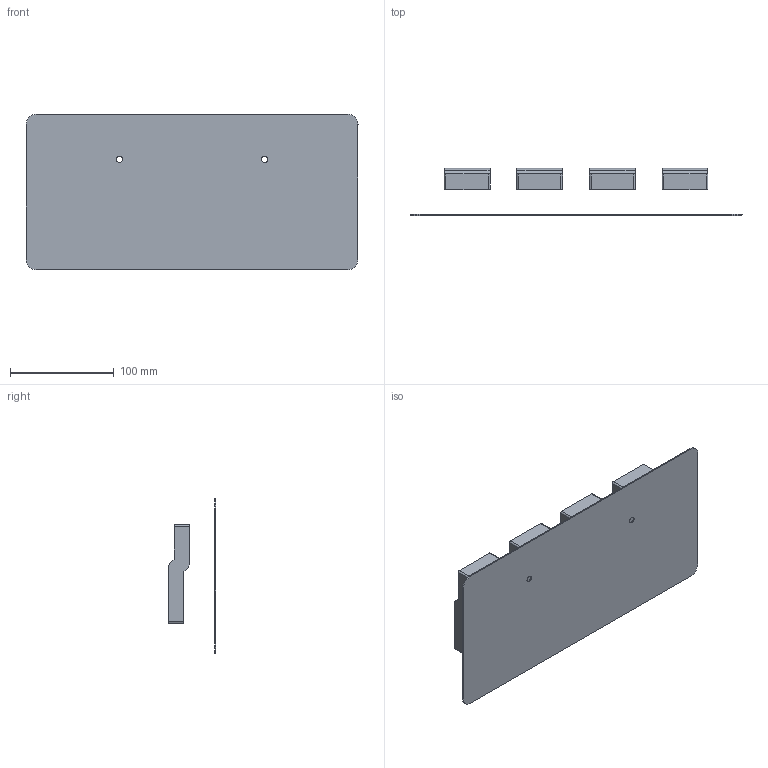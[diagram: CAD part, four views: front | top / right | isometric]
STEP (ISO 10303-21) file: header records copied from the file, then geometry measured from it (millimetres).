
FILE_DESCRIPTION((''),'2;1');
FILE_NAME('1SDH002065A1395_IGES','2019-07-02T',('ITSTCAR1'),(''),'CREO PARAMETRIC BY PTC INC, 2016050','CREO PARAMETRIC BY PTC INC, 2016050','');
FILE_SCHEMA(('AUTOMOTIVE_DESIGN { 1 0 10303 214 1 1 1 1 }'));
Length unit declared in the file: millimetre
Products named in the file (1): 1SDH002065A1395_IGES
Bounding box: 320.07 x 45.5 x 150.16 mm (x, y, z)
Volume: 264216.2 mm3; surface area: 156760.4 mm2
Topology: 5 solids, 5 shells, 134 faces, 430 edges, 306 vertices
Faces by surface type: cylinder 88, plane 46
Entity records: 6637 total; most frequent: DIRECTION 932, CARTESIAN_POINT 872, ORIENTED_EDGE 860, EDGE_CURVE 430, AXIS2_PLACEMENT_3D 368, VERTEX_POINT 306, CIRCLE 234, COLOUR_RGB 206
